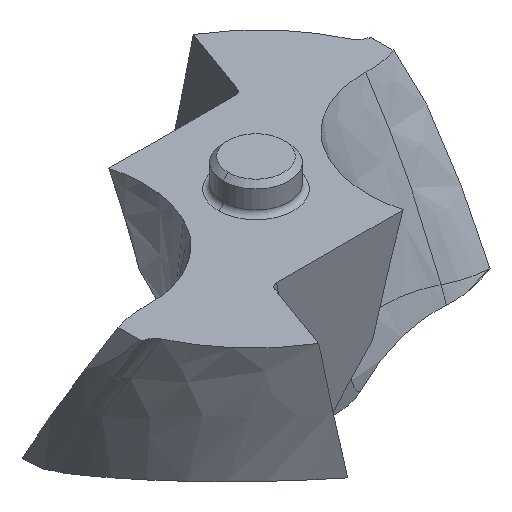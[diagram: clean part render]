
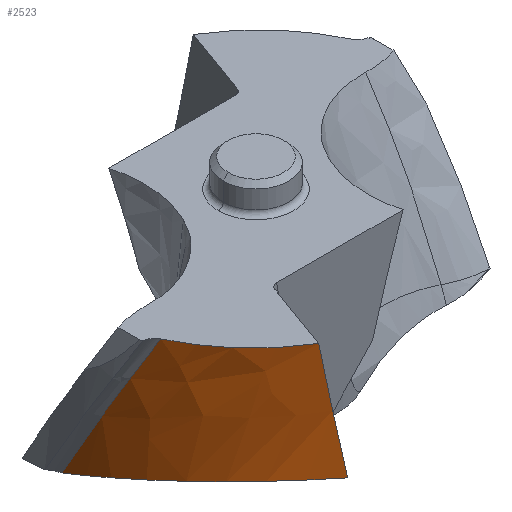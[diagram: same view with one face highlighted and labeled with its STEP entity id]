
A CAD part, isometric view. The second image highlights one B-rep face of the part: STEP entity #2523.
In plain terms, the highlighted free-form (B-spline) face has degree [3, 3] with [7, 5] control points.
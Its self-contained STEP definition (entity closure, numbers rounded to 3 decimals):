
#164=CARTESIAN_POINT('',(-3.09,-4.982,
0.));
#165=CARTESIAN_POINT('',(-3.489,-4.742,
0.));
#166=CARTESIAN_POINT('',(-4.396,-4.038,
0.));
#167=CARTESIAN_POINT('',(-5.064,-3.091,
0.));
#168=CARTESIAN_POINT('',(-5.351,-2.481,
0.));
#777=CARTESIAN_POINT('',(-5.9,-0.057,
-4.441));
#784=CARTESIAN_POINT('',(-2.511,-5.273,
-3.654));
#785=CARTESIAN_POINT('',(-2.685,-5.192,
-3.622));
#786=CARTESIAN_POINT('',(-3.021,-5.015,
-3.568));
#787=CARTESIAN_POINT('',(-3.485,-4.714,
-3.516));
#788=CARTESIAN_POINT('',(-3.911,-4.378,
-3.491));
#789=CARTESIAN_POINT('',(-4.302,-4.007,
-3.492));
#790=CARTESIAN_POINT('',(-4.652,-3.607,
-3.52));
#791=CARTESIAN_POINT('',(-4.968,-3.171,
-3.574));
#792=CARTESIAN_POINT('',(-5.246,-2.701,
-3.654));
#793=CARTESIAN_POINT('',(-5.487,-2.181,
-3.768));
#794=CARTESIAN_POINT('',(-5.656,-1.704,
-3.891));
#795=CARTESIAN_POINT('',(-5.796,-1.152,
-4.054));
#796=CARTESIAN_POINT('',(-5.874,-0.642,
-4.223));
#797=CARTESIAN_POINT('',(-5.899,-0.255,
-4.364));
#798=CARTESIAN_POINT('',(-5.9,-0.057,
-4.441));
#800=CARTESIAN_POINT('',(-5.9,-0.057,
-4.441));
#801=CARTESIAN_POINT('',(-5.899,-0.528,
-3.573));
#802=CARTESIAN_POINT('',(-5.792,-1.35,
-2.093));
#803=CARTESIAN_POINT('',(-5.501,-2.156,
-0.613));
#804=CARTESIAN_POINT('',(-5.351,-2.481,
0.));
#806=CARTESIAN_POINT('',(-3.09,-4.982,
0.));
#807=CARTESIAN_POINT('',(-3.058,-4.993,
-0.196));
#808=CARTESIAN_POINT('',(-2.994,-5.015,
-0.576));
#809=CARTESIAN_POINT('',(-2.905,-5.047,
-1.111));
#810=CARTESIAN_POINT('',(-2.824,-5.08,
-1.612));
#811=CARTESIAN_POINT('',(-2.749,-5.115,
-2.078));
#812=CARTESIAN_POINT('',(-2.657,-5.166,
-2.666));
#813=CARTESIAN_POINT('',(-2.58,-5.217,
-3.176));
#814=CARTESIAN_POINT('',(-2.533,-5.254,
-3.499));
#815=CARTESIAN_POINT('',(-2.511,-5.273,
-3.654));
#970=CARTESIAN_POINT('',(-3.09,-4.982,
0.));
#971=VERTEX_POINT('',#970);
#972=VERTEX_POINT('',#168);
#1005=VERTEX_POINT('',#777);
#1006=VERTEX_POINT('',#784);
#2480=CARTESIAN_POINT('',(-2.751,-5.213,
-4.485));
#2481=CARTESIAN_POINT('',(-2.397,-5.326,
-3.603));
#2482=CARTESIAN_POINT('',(-1.682,-5.538,
-2.094));
#2483=CARTESIAN_POINT('',(-0.778,-5.733,
-0.585));
#2484=CARTESIAN_POINT('',(-0.37,-5.806,
0.042));
#2485=CARTESIAN_POINT('',(-2.808,-5.183,
-4.485));
#2486=CARTESIAN_POINT('',(-2.456,-5.301,
-3.603));
#2487=CARTESIAN_POINT('',(-1.744,-5.523,
-2.094));
#2488=CARTESIAN_POINT('',(-0.841,-5.727,
-0.585));
#2489=CARTESIAN_POINT('',(-0.434,-5.803,
0.042));
#2490=CARTESIAN_POINT('',(-3.468,-4.823,
-4.485));
#2491=CARTESIAN_POINT('',(-3.131,-5.002,
-3.603));
#2492=CARTESIAN_POINT('',(-2.444,-5.328,
-2.094));
#2493=CARTESIAN_POINT('',(-1.568,-5.637,
-0.585));
#2494=CARTESIAN_POINT('',(-1.172,-5.757,
0.042));
#2495=CARTESIAN_POINT('',(-4.591,-3.892,
-4.485));
#2496=CARTESIAN_POINT('',(-4.306,-4.183,
-3.603));
#2497=CARTESIAN_POINT('',(-3.709,-4.699,
-2.094));
#2498=CARTESIAN_POINT('',(-2.921,-5.198,
-0.585));
#2499=CARTESIAN_POINT('',(-2.562,-5.397,
0.042));
#2500=CARTESIAN_POINT('',(-5.658,-2.07,
-4.485));
#2501=CARTESIAN_POINT('',(-5.498,-2.486,
-3.603));
#2502=CARTESIAN_POINT('',(-5.115,-3.217,
-2.094));
#2503=CARTESIAN_POINT('',(-4.543,-3.931,
-0.585));
#2504=CARTESIAN_POINT('',(-4.273,-4.219,
0.042));
#2505=CARTESIAN_POINT('',(-5.904,-0.677,
-4.485));
#2506=CARTESIAN_POINT('',(-5.852,-1.143,
-3.603));
#2507=CARTESIAN_POINT('',(-5.655,-1.958,
-2.094));
#2508=CARTESIAN_POINT('',(-5.267,-2.756,
-0.585));
#2509=CARTESIAN_POINT('',(-5.075,-3.079,
0.042));
#2510=CARTESIAN_POINT('',(-5.9,0.03,
-4.485));
#2511=CARTESIAN_POINT('',(-5.907,-0.45,
-3.603));
#2512=CARTESIAN_POINT('',(-5.807,-1.291,
-2.094));
#2513=CARTESIAN_POINT('',(-5.518,-2.114,
-0.585));
#2514=CARTESIAN_POINT('',(-5.366,-2.448,
0.042));
#2515=B_SPLINE_SURFACE_WITH_KNOTS('',3,3,((#2480,#2481,#2482,#2483,#2484),
(#2485,#2486,#2487,#2488,#2489),(#2490,#2491,#2492,#2493,#2494),(#2495,#2496,
#2497,#2498,#2499),(#2500,#2501,#2502,#2503,#2504),(#2505,#2506,#2507,#2508,
#2509),(#2510,#2511,#2512,#2513,#2514)),.UNSPECIFIED.,.F.,.F.,.F.,(4,1,1,1,4),
(4,1,4),(0.226,0.25,0.5,0.75,1.008),(
0.086,3.141,5.314),.UNSPECIFIED.);
#2516=ORIENTED_EDGE('',*,*,#1702,.T.);
#2517=ORIENTED_EDGE('',*,*,#2467,.T.);
#2518=ORIENTED_EDGE('',*,*,#1295,.F.);
#2520=ORIENTED_EDGE('',*,*,#2519,.T.);
#2521=EDGE_LOOP('',(#2516,#2517,#2518,#2520));
#2522=FACE_OUTER_BOUND('',#2521,.F.);
#169=B_SPLINE_CURVE_WITH_KNOTS('',3,(#164,#165,#166,#167,#168),.UNSPECIFIED.,
.F.,.F.,(4,1,4),(0.,0.408,1.),.UNSPECIFIED.);
#799=B_SPLINE_CURVE_WITH_KNOTS('',3,(#784,#785,#786,#787,#788,#789,#790,#791,
#792,#793,#794,#795,#796,#797,#798),.UNSPECIFIED.,.F.,.F.,(4,1,1,1,1,1,1,1,1,1,
1,1,4),(0.,0.083,0.167,0.25,0.333,
0.417,0.5,0.583,0.667,0.75,
0.833,0.917,1.),.UNSPECIFIED.);
#805=B_SPLINE_CURVE_WITH_KNOTS('',3,(#800,#801,#802,#803,#804),.UNSPECIFIED.,
.F.,.F.,(4,1,4),(0.,0.586,1.),.UNSPECIFIED.);
#816=B_SPLINE_CURVE_WITH_KNOTS('',3,(#806,#807,#808,#809,#810,#811,#812,#813,
#814,#815),.UNSPECIFIED.,.F.,.F.,(4,1,1,1,1,1,1,4),(0.,0.143,
0.286,0.429,0.571,0.714,
0.857,1.),.UNSPECIFIED.);
#1295=EDGE_CURVE('',#971,#972,#169,.T.);
#1702=EDGE_CURVE('',#1006,#1005,#799,.T.);
#2467=EDGE_CURVE('',#1005,#972,#805,.T.);
#2519=EDGE_CURVE('',#971,#1006,#816,.T.);
#2523=ADVANCED_FACE('',(#2522),#2515,.F.);
